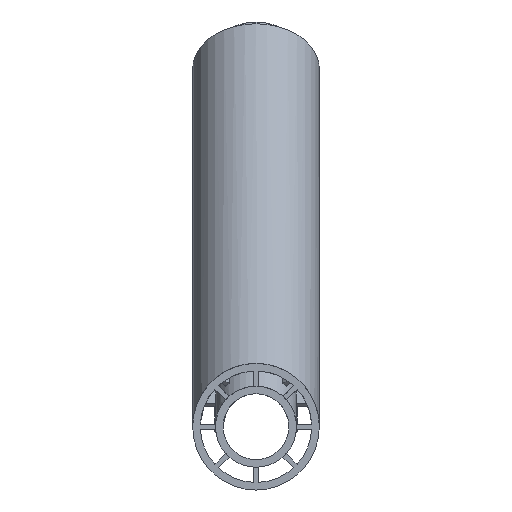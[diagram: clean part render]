
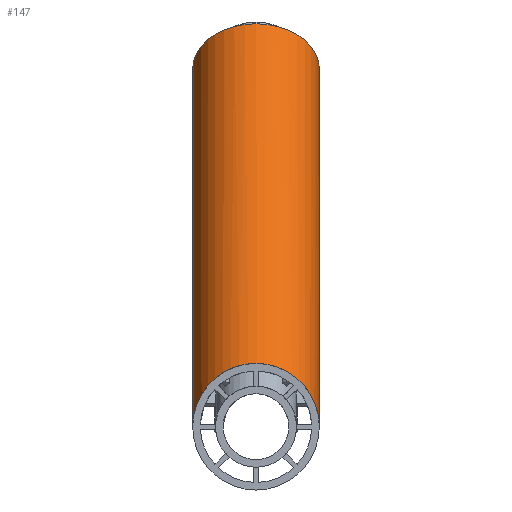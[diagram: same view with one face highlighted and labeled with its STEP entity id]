
A CAD part, left-side view. The second image highlights one B-rep face of the part: STEP entity #147.
In plain terms, the highlighted cylindrical face has radius 25 mm (diameter 50 mm), a full revolution.
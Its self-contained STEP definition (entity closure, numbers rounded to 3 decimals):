
#147 = ADVANCED_FACE( '', ( #369, #370 ), #371, .T. );
#369 = FACE_OUTER_BOUND( '', #669, .T. );
#370 = FACE_OUTER_BOUND( '', #670, .T. );
#371 = CYLINDRICAL_SURFACE( '', #671, 25. );
#669 = EDGE_LOOP( '', ( #1115 ) );
#670 = EDGE_LOOP( '', ( #1116, #1117 ) );
#671 = AXIS2_PLACEMENT_3D( '', #1118, #1119, #1120 );
#1115 = ORIENTED_EDGE( '', *, *, #2069, .F. );
#1116 = ORIENTED_EDGE( '', *, *, #2070, .T. );
#1117 = ORIENTED_EDGE( '', *, *, #2071, .T. );
#1118 = CARTESIAN_POINT( '', ( 141.421, 0., 141.421 ) );
#1119 = DIRECTION( '', ( -0.707, 0., -0.707 ) );
#1120 = DIRECTION( '', ( 0.707, 0., -0.707 ) );
#2069 = EDGE_CURVE( '', #2603, #2603, #2604, .T. );
#2070 = EDGE_CURVE( '', #2605, #2606, #2607, .F. );
#2071 = EDGE_CURVE( '', #2606, #2605, #2608, .T. );
#2603 = VERTEX_POINT( '', #3311 );
#2604 = CIRCLE( '', #3312, 25. );
#2605 = VERTEX_POINT( '', #3313 );
#2606 = VERTEX_POINT( '', #3314 );
#2607 = ELLIPSE( '', #3315, 65.328, 25. );
#2608 = ELLIPSE( '', #3316, 27.06, 25. );
#3311 = CARTESIAN_POINT( '', ( 159.099, 0., 123.744 ) );
#3312 = AXIS2_PLACEMENT_3D( '', #4052, #4053, #4054 );
#3313 = CARTESIAN_POINT( '', ( 0., -25., 0. ) );
#3314 = CARTESIAN_POINT( '', ( 0., 25., 0. ) );
#3315 = AXIS2_PLACEMENT_3D( '', #4055, #4056, #4057 );
#3316 = AXIS2_PLACEMENT_3D( '', #4058, #4059, #4060 );
#4052 = CARTESIAN_POINT( '', ( 141.421, 0., 141.421 ) );
#4053 = DIRECTION( '', ( 0.707, 0., 0.707 ) );
#4054 = DIRECTION( '', ( 0.707, 0., -0.707 ) );
#4055 = CARTESIAN_POINT( '', ( 0., 0., 0. ) );
#4056 = DIRECTION( '', ( 0.383, 0., -0.924 ) );
#4057 = DIRECTION( '', ( 0.924, 0., 0.383 ) );
#4058 = CARTESIAN_POINT( '', ( 0., 0., 0. ) );
#4059 = DIRECTION( '', ( 0.924, 0., 0.383 ) );
#4060 = DIRECTION( '', ( 0.383, 0., -0.924 ) );
